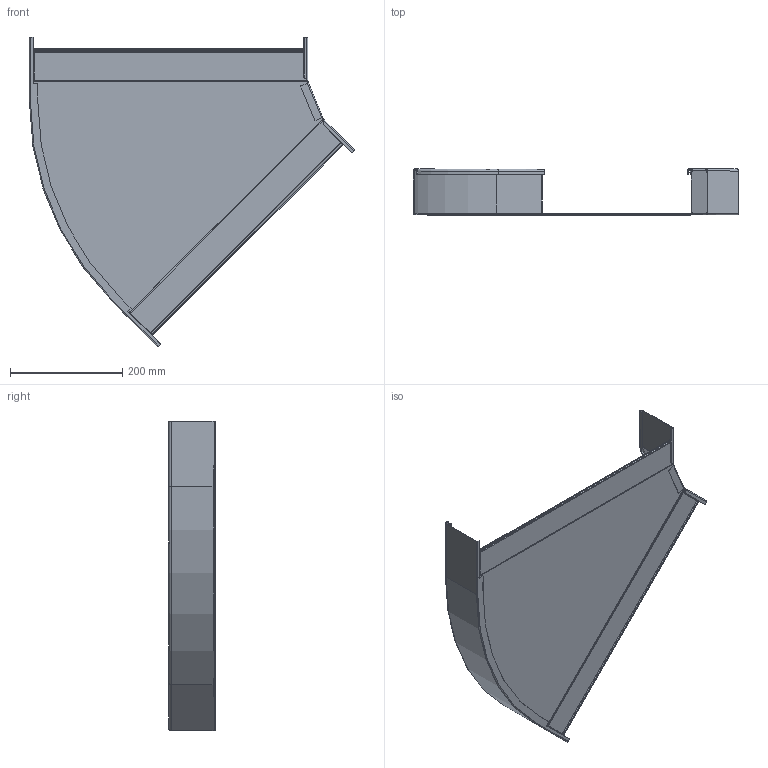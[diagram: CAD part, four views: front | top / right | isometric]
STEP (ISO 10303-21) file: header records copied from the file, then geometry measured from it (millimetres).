
FILE_DESCRIPTION (( 'STEP AP214' ), '1' );
FILE_NAME ('6036238.STEP', '2024-10-21T13:28:25', ( '' ), ( '' ), 'SwSTEP 2.0', 'SolidWorks 2024', '' );
FILE_SCHEMA (( 'AUTOMOTIVE_DESIGN' ));
Length unit declared in the file: millimetre
Products named in the file (4): 6036238; 167655_85x45°; 181491_500; 175033_500
Assembly tree (3 placements, depth 2):
  6036238
    175033_500
    181491_500
    167655_85x45°
Bounding box: 579.06 x 82 x 551.24 mm (x, y, z)
Volume: 302876.6 mm3; surface area: 566074 mm2
Topology: 3 solids, 3 shells, 190 faces, 428 edges, 244 vertices
Faces by surface type: plane 118, cylinder 58, bspline 10, torus 4
Entity records: 5469 total; most frequent: CARTESIAN_POINT 1208, DIRECTION 858, ORIENTED_EDGE 856, EDGE_CURVE 428, LINE 290, VECTOR 290, AXIS2_PLACEMENT_3D 284, VERTEX_POINT 244
